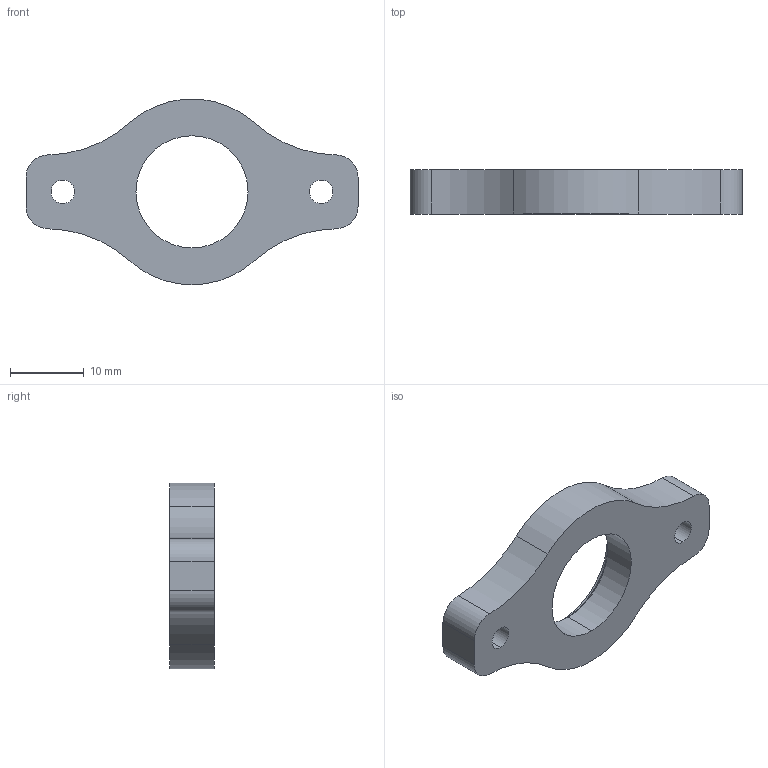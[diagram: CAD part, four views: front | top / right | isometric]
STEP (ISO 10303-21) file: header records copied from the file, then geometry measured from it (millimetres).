
FILE_DESCRIPTION (( 'STEP AP203' ), '1' );
FILE_NAME ('Track_Chasis_Coupler mount.STEP', '2024-12-29T10:58:04', ( '' ), ( '' ), 'SwSTEP 2.0', 'SolidWorks 2024', '' );
FILE_SCHEMA (( 'CONFIG_CONTROL_DESIGN' ));
Length unit declared in the file: millimetre
Products named in the file (1): Track_Chasis_Coupler mount
Bounding box: 45 x 6 x 25.16 mm (x, y, z)
Volume: 3095.1 mm3; surface area: 2134.9 mm2
Topology: 1 solids, 1 shells, 26 faces, 67 edges, 44 vertices
Faces by surface type: cylinder 19, plane 5, cone 2
Entity records: 904 total; most frequent: DIRECTION 161, CARTESIAN_POINT 138, ORIENTED_EDGE 134, EDGE_CURVE 67, AXIS2_PLACEMENT_3D 67, VERTEX_POINT 44, CIRCLE 40, EDGE_LOOP 33
